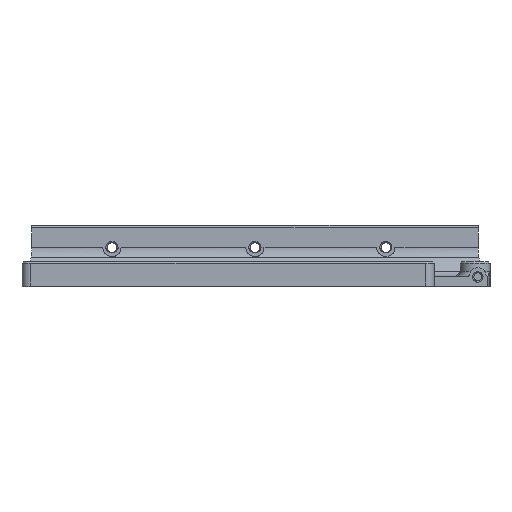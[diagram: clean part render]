
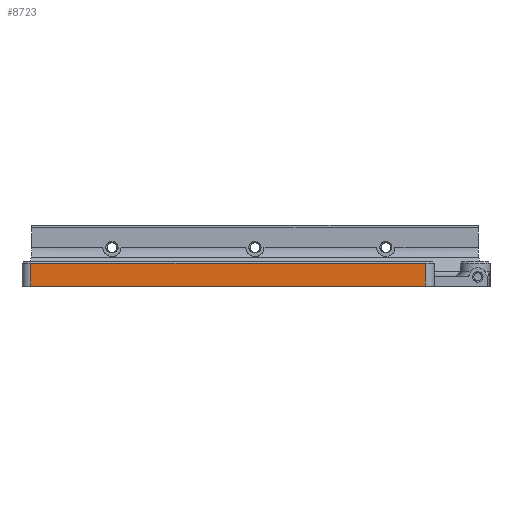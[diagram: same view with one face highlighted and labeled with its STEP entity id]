
A CAD part, top view. The second image highlights one B-rep face of the part: STEP entity #8723.
In plain terms, the highlighted planar face has unit normal (0, 0, 1).
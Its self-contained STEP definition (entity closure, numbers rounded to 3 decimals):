
#1181=FACE_OUTER_BOUND('',#1683,.T.);
#1683=EDGE_LOOP('',(#7906,#7907,#7908,#7909));
#1736=LINE('',#10804,#2472);
#2420=LINE('',#16616,#3156);
#2421=LINE('',#16619,#3157);
#2422=LINE('',#16620,#3158);
#2472=VECTOR('',#9222,10.);
#3156=VECTOR('',#10608,10.);
#3157=VECTOR('',#10611,10.);
#3158=VECTOR('',#10612,10.);
#3359=VERTEX_POINT('',#10801);
#3360=VERTEX_POINT('',#10803);
#4160=VERTEX_POINT('',#16614);
#4161=VERTEX_POINT('',#16618);
#4220=EDGE_CURVE('',#3360,#3359,#1736,.T.);
#5422=EDGE_CURVE('',#4160,#3359,#2420,.T.);
#5423=EDGE_CURVE('',#4161,#4160,#2421,.T.);
#5424=EDGE_CURVE('',#3360,#4161,#2422,.T.);
#7906=ORIENTED_EDGE('',*,*,#5423,.F.);
#7907=ORIENTED_EDGE('',*,*,#5424,.F.);
#7908=ORIENTED_EDGE('',*,*,#4220,.T.);
#7909=ORIENTED_EDGE('',*,*,#5422,.F.);
#8276=PLANE('',#9138);
#8723=ADVANCED_FACE('',(#1181),#8276,.F.);
#9138=AXIS2_PLACEMENT_3D('',#16617,#10609,#10610);
#9222=DIRECTION('',(1.,0.,0.));
#10608=DIRECTION('',(0.,-1.,0.));
#10609=DIRECTION('center_axis',(0.,0.,
-1.));
#10610=DIRECTION('ref_axis',(0.,1.,0.));
#10611=DIRECTION('',(1.,0.,0.));
#10612=DIRECTION('',(0.,1.,0.));
#10801=CARTESIAN_POINT('',(269.06,3.17,142.724));
#10803=CARTESIAN_POINT('',(136.27,3.17,142.724));
#10804=CARTESIAN_POINT('',(211.746,3.17,142.724));
#16614=CARTESIAN_POINT('',(269.06,10.866,142.724));
#16616=CARTESIAN_POINT('',(269.06,3.623,142.724));
#16617=CARTESIAN_POINT('Origin',(211.746,4.076,142.724));
#16618=CARTESIAN_POINT('',(136.27,10.866,142.724));
#16619=CARTESIAN_POINT('',(246.175,10.866,142.724));
#16620=CARTESIAN_POINT('',(136.27,6.315,142.724));
